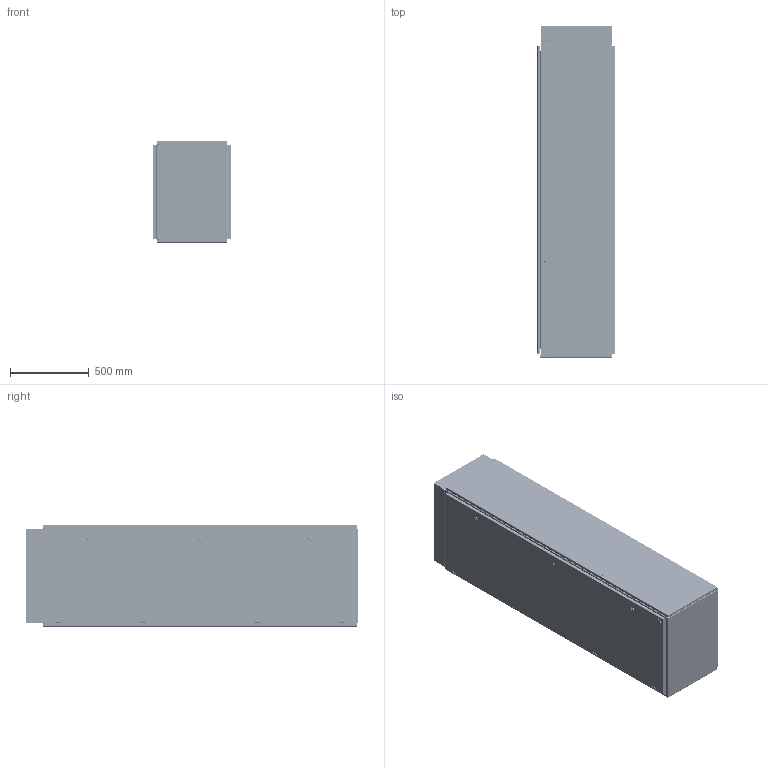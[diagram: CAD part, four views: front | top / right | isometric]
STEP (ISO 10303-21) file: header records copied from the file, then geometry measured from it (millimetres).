
FILE_DESCRIPTION (( 'STEP AP214' ), '1' );
FILE_NAME ('mb15-20-60m Êàðêàñ ÂÐÓ-1 IP54 Unit EKF PPOxima.STEP', '2021-02-05T13:02:31', ( '' ), ( '' ), 'SwSTEP 2.0', 'SolidWorks 2021', '' );
FILE_SCHEMA (( 'AUTOMOTIVE_DESIGN' ));
Length unit declared in the file: millimetre
Products named in the file (40): ÌÈ-2029.03.00.000 Ñòåíêà áîêîâàÿ â ñáîðå; hex flange bolt_din_DIN 6921 - M6 x 12 x 12-N; hex screw gradec_din_DIN EN 24018 - M8 x 16-WN; ÓÊ ÌÈ-2027 íà ôàëüøïàíåëü; pan head cross recess screw_din_DIN EN ISO 7045 - M4 x 12 - Z - 12C; 邮 倘-2030 磬 耱屙牦 玎漤; ÌÈ-2027.05.00.000 Ôàëüøïàíåëü â ñáîðå; Íàêëåéêà_ìîëíèÿ; øïèëüêà îáìåäíåííàÿ Ì6õ12; ﾌﾈ-2027.01.00.001 ﾊ; ÌÈ-2030.04.00.001 Ñòåíêà çàäíÿÿ; ïåòëÿ 1-1; ÌÈ-2027.01.01.000 Áàëêà â ñáîðå; ÌÈ-2029.03.00.001 Ñòåíêà áîêîâàÿ; ÓÊ ÌÈ-2030 íà äâåðü; pan head cross recess screw_din_DIN EN ISO 7045 - M4 x 30 - Z - 30C; ÌÈ-2026.01.00.001 Øâåëëåð áîêîâîé; Øïèëüêà Ð=1; ÌÈ-2030.01.00.000 Êàðêàñ â ñáîðå; ÓÊ ÌÈ-2029 íà áîêîâóþ ñòåíêó; mb15-20-60m Êàðêàñ ÂÐÓ-1 IP54 Unit EKF PPOxima; ÌÈ-2026.01.00.004 Ðåéêà; ÌÈ-2027.05.00.001 Ôàëüøïàíåëü; 侲膹樥罻 EKF_00; plain washer small grade a_din_Washer DIN 433 - 8.4; hex flange nut_din_Hexagon Flange Nut DIN 6923 - M6 - N; ÌÈ-2027.06.00.001 Øâåëëåð 600; ÌÈ-2027.06.00.000 Öîêîëü â ñáîðå; ÌÈ-2029.01.00.002 Ñòîéêà óãëîâàÿ; Çàìîê áîëüøîé; ïåòëÿ êîðïóñà-1; ÌÈ-2026.06.00.002 Øâåëëåð 450; ÌÈ-2026.06.00.001 Êîñûíêà; Çàêëåïêà öèëèíäðè÷åñêàÿ Ì4 ÑÒ-Á ñ âíóòðåííåé ðåçüáîé_Œ8; ÌÈ-2030.04.00.000 Ñòåíêà çàäíÿÿ â ñáîðå; hex nut gradec_din_Hexagon Nut ISO 4034 - M8 - N; ÌÈ-2030.02.00.000 Äâåðü â ñáîðå; ÌÈ-2027.01.01.001 Áàëêà; ﾌﾈ-2030.02.00.001 ﾄ粢; plain washer grade a_din_Washer DIN 125 - A 5.3
Assembly tree (168 placements, depth 4):
  mb15-20-60m Êàðêàñ ÂÐÓ-1 IP54 Unit EKF PPOxima
    ÌÈ-2030.01.00.000 Êàðêàñ â ñáîðå
      ÌÈ-2029.01.00.002 Ñòîéêà óãëîâàÿ  x4
      ﾌﾈ-2027.01.00.001 ﾊ
      ÌÈ-2027.01.01.001 Áàëêà  x2
      ÌÈ-2026.01.00.001 Øâåëëåð áîêîâîé  x4
      ÌÈ-2026.01.00.004 Ðåéêà  x6
      ÌÈ-2027.01.01.000 Áàëêà â ñáîðå  x2
        ÌÈ-2027.01.01.001 Áàëêà
        øïèëüêà îáìåäíåííàÿ Ì6õ12
      Çàêëåïêà öèëèíäðè÷åñêàÿ Ì4 ÑÒ-Á ñ âíóòðåííåé ðåçüáîé_Œ8  x32
    ÌÈ-2030.04.00.000 Ñòåíêà çàäíÿÿ â ñáîðå
      ÌÈ-2030.04.00.001 Ñòåíêà çàäíÿÿ
      邮 倘-2030 磬 耱屙牦 玎漤
    ÌÈ-2027.05.00.000 Ôàëüøïàíåëü â ñáîðå
      ÌÈ-2027.05.00.001 Ôàëüøïàíåëü
      ÓÊ ÌÈ-2027 íà ôàëüøïàíåëü
    ÌÈ-2029.03.00.000 Ñòåíêà áîêîâàÿ â ñáîðå  x2
      ÌÈ-2029.03.00.001 Ñòåíêà áîêîâàÿ
      ÓÊ ÌÈ-2029 íà áîêîâóþ ñòåíêó
    ÌÈ-2030.02.00.000 Äâåðü â ñáîðå
      ﾌﾈ-2030.02.00.001 ﾄ粢
      ÓÊ ÌÈ-2030 íà äâåðü
      øïèëüêà îáìåäíåííàÿ Ì6õ12
    ïåòëÿ êîðïóñà-1  x4
    ïåòëÿ 1-1  x4
    Çàìîê áîëüøîé  x3
    hex flange nut_din_Hexagon Flange Nut DIN 6923 - M6 - N  x2
    pan head cross recess screw_din_DIN EN ISO 7045 - M4 x 12 - Z - 12C  x8
    plain washer grade a_din_Washer DIN 125 - A 5.3  x24
    pan head cross recess screw_din_DIN EN ISO 7045 - M4 x 30 - Z - 30C  x24
    hex flange bolt_din_DIN 6921 - M6 x 12 x 12-N  x4
    Øïèëüêà Ð=1  x4
    ÌÈ-2027.06.00.000 Öîêîëü â ñáîðå
      ÌÈ-2026.06.00.002 Øâåëëåð 450  x2
      ÌÈ-2027.06.00.001 Øâåëëåð 600  x2
      ÌÈ-2026.06.00.001 Êîñûíêà  x4
    hex screw gradec_din_DIN EN 24018 - M8 x 16-WN  x4
    plain washer small grade a_din_Washer DIN 433 - 8.4  x4
    hex nut gradec_din_Hexagon Nut ISO 4034 - M8 - N  x4
    侲膹樥罻 EKF_00
    Íàêëåéêà_ìîëíèÿ
Bounding box: 499.12 x 2101 x 648.04 mm (x, y, z)
Volume: 8362912.5 mm3; surface area: 14571589.7 mm2
Topology: 166 solids, 181 shells, 9667 faces, 24885 edges, 15933 vertices
Faces by surface type: plane 5032, bspline 1935, cylinder 1756, cone 564, torus 316, sphere 64
Entity records: 52755 total; most frequent: CARTESIAN_POINT 13981, ORIENTED_EDGE 7234, DIRECTION 7233, EDGE_CURVE 3617, AXIS2_PLACEMENT_3D 2517, VERTEX_POINT 2249, LINE 2199, VECTOR 2199
